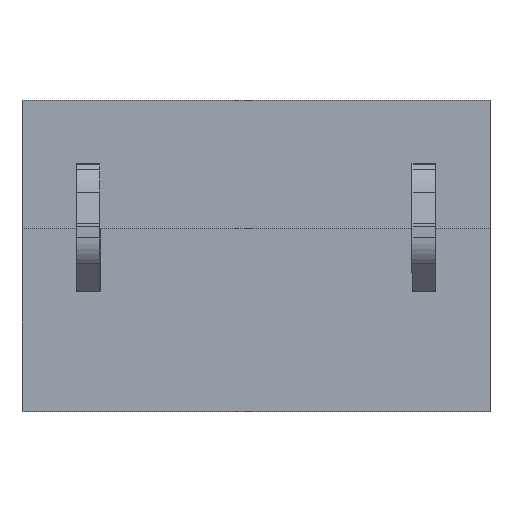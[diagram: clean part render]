
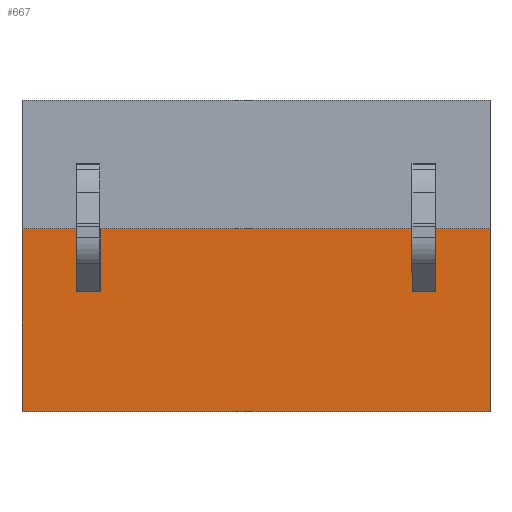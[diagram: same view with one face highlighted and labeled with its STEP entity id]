
A CAD part, top view. The second image highlights one B-rep face of the part: STEP entity #667.
In plain terms, the highlighted planar face has unit normal (0, 0, 1).
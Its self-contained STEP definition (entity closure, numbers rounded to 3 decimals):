
#579=AXIS2_PLACEMENT_3D('Plane Axis2P3D',#576,#577,#578) ;
#49=CARTESIAN_POINT('Vertex',(30.48,0.,12.25)) ;
#52=CARTESIAN_POINT('Line Origine',(15.24,0.,12.25)) ;
#56=CARTESIAN_POINT('Vertex',(0.,0.,12.25)) ;
#537=CARTESIAN_POINT('Vertex',(30.48,11.9,12.25)) ;
#540=CARTESIAN_POINT('Line Origine',(30.48,5.95,12.25)) ;
#576=CARTESIAN_POINT('Axis2P3D Location',(0.,0.,12.25)) ;
#581=CARTESIAN_POINT('Line Origine',(0.,5.95,12.25)) ;
#585=CARTESIAN_POINT('Vertex',(0.,11.9,12.25)) ;
#588=CARTESIAN_POINT('Line Origine',(15.24,11.9,12.25)) ;
#599=CARTESIAN_POINT('Line Origine',(5.08,9.835,12.25)) ;
#603=CARTESIAN_POINT('Vertex',(5.08,11.869,12.25)) ;
#605=CARTESIAN_POINT('Vertex',(5.08,7.8,12.25)) ;
#608=CARTESIAN_POINT('Line Origine',(4.33,7.8,12.25)) ;
#612=CARTESIAN_POINT('Vertex',(3.58,7.8,12.25)) ;
#615=CARTESIAN_POINT('Line Origine',(3.58,9.835,12.25)) ;
#619=CARTESIAN_POINT('Vertex',(3.58,11.869,12.25)) ;
#622=CARTESIAN_POINT('Line Origine',(4.33,11.869,12.25)) ;
#633=CARTESIAN_POINT('Line Origine',(26.15,11.869,12.25)) ;
#637=CARTESIAN_POINT('Vertex',(26.9,11.869,12.25)) ;
#639=CARTESIAN_POINT('Vertex',(25.4,11.869,12.25)) ;
#642=CARTESIAN_POINT('Line Origine',(26.9,9.835,12.25)) ;
#646=CARTESIAN_POINT('Vertex',(26.9,7.8,12.25)) ;
#649=CARTESIAN_POINT('Line Origine',(26.15,7.8,12.25)) ;
#653=CARTESIAN_POINT('Vertex',(25.4,7.8,12.25)) ;
#656=CARTESIAN_POINT('Line Origine',(25.4,9.835,12.25)) ;
#53=DIRECTION('Vector Direction',(1.,0.,0.)) ;
#541=DIRECTION('Vector Direction',(0.,1.,0.)) ;
#577=DIRECTION('Axis2P3D Direction',(0.,0.,1.)) ;
#578=DIRECTION('Axis2P3D XDirection',(1.,0.,0.)) ;
#582=DIRECTION('Vector Direction',(0.,1.,0.)) ;
#589=DIRECTION('Vector Direction',(1.,0.,0.)) ;
#600=DIRECTION('Vector Direction',(0.,1.,0.)) ;
#609=DIRECTION('Vector Direction',(1.,0.,0.)) ;
#616=DIRECTION('Vector Direction',(0.,1.,0.)) ;
#623=DIRECTION('Vector Direction',(1.,0.,0.)) ;
#634=DIRECTION('Vector Direction',(1.,0.,0.)) ;
#643=DIRECTION('Vector Direction',(0.,1.,0.)) ;
#650=DIRECTION('Vector Direction',(1.,0.,0.)) ;
#657=DIRECTION('Vector Direction',(0.,1.,0.)) ;
#54=VECTOR('Line Direction',#53,1.) ;
#542=VECTOR('Line Direction',#541,1.) ;
#583=VECTOR('Line Direction',#582,1.) ;
#590=VECTOR('Line Direction',#589,1.) ;
#601=VECTOR('Line Direction',#600,1.) ;
#610=VECTOR('Line Direction',#609,1.) ;
#617=VECTOR('Line Direction',#616,1.) ;
#624=VECTOR('Line Direction',#623,1.) ;
#635=VECTOR('Line Direction',#634,1.) ;
#644=VECTOR('Line Direction',#643,1.) ;
#651=VECTOR('Line Direction',#650,1.) ;
#658=VECTOR('Line Direction',#657,1.) ;
#594=ORIENTED_EDGE('',*,*,#587,.F.) ;
#595=ORIENTED_EDGE('',*,*,#58,.F.) ;
#596=ORIENTED_EDGE('',*,*,#544,.T.) ;
#597=ORIENTED_EDGE('',*,*,#592,.F.) ;
#628=ORIENTED_EDGE('',*,*,#607,.T.) ;
#629=ORIENTED_EDGE('',*,*,#614,.F.) ;
#630=ORIENTED_EDGE('',*,*,#621,.F.) ;
#631=ORIENTED_EDGE('',*,*,#626,.T.) ;
#662=ORIENTED_EDGE('',*,*,#641,.F.) ;
#663=ORIENTED_EDGE('',*,*,#648,.T.) ;
#664=ORIENTED_EDGE('',*,*,#655,.T.) ;
#665=ORIENTED_EDGE('',*,*,#660,.F.) ;
#632=FACE_BOUND('',#627,.T.) ;
#666=FACE_BOUND('',#661,.T.) ;
#667=ADVANCED_FACE('BLL 5.08/06/90 3.2 SN OR 1622980000',(#598,#632,#666),#580,.T.) ;
#58=EDGE_CURVE('',#50,#57,#55,.F.) ;
#544=EDGE_CURVE('',#50,#538,#543,.T.) ;
#587=EDGE_CURVE('',#57,#586,#584,.T.) ;
#592=EDGE_CURVE('',#586,#538,#591,.T.) ;
#607=EDGE_CURVE('',#604,#606,#602,.F.) ;
#614=EDGE_CURVE('',#613,#606,#611,.T.) ;
#621=EDGE_CURVE('',#620,#613,#618,.F.) ;
#626=EDGE_CURVE('',#620,#604,#625,.T.) ;
#641=EDGE_CURVE('',#638,#640,#636,.F.) ;
#648=EDGE_CURVE('',#638,#647,#645,.F.) ;
#655=EDGE_CURVE('',#647,#654,#652,.F.) ;
#660=EDGE_CURVE('',#640,#654,#659,.F.) ;
#593=EDGE_LOOP('',(#594,#595,#596,#597)) ;
#627=EDGE_LOOP('',(#628,#629,#630,#631)) ;
#661=EDGE_LOOP('',(#662,#663,#664,#665)) ;
#598=FACE_OUTER_BOUND('',#593,.T.) ;
#55=LINE('Line',#52,#54) ;
#543=LINE('Line',#540,#542) ;
#584=LINE('Line',#581,#583) ;
#591=LINE('Line',#588,#590) ;
#602=LINE('Line',#599,#601) ;
#611=LINE('Line',#608,#610) ;
#618=LINE('Line',#615,#617) ;
#625=LINE('Line',#622,#624) ;
#636=LINE('Line',#633,#635) ;
#645=LINE('Line',#642,#644) ;
#652=LINE('Line',#649,#651) ;
#659=LINE('Line',#656,#658) ;
#580=PLANE('',#579) ;
#50=VERTEX_POINT('',#49) ;
#57=VERTEX_POINT('',#56) ;
#538=VERTEX_POINT('',#537) ;
#586=VERTEX_POINT('',#585) ;
#604=VERTEX_POINT('',#603) ;
#606=VERTEX_POINT('',#605) ;
#613=VERTEX_POINT('',#612) ;
#620=VERTEX_POINT('',#619) ;
#638=VERTEX_POINT('',#637) ;
#640=VERTEX_POINT('',#639) ;
#647=VERTEX_POINT('',#646) ;
#654=VERTEX_POINT('',#653) ;
